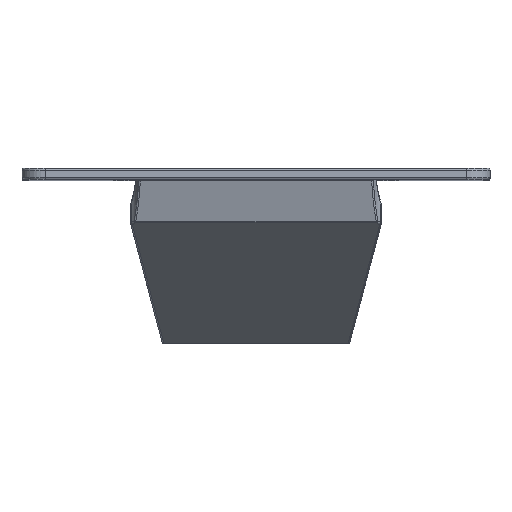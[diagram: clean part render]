
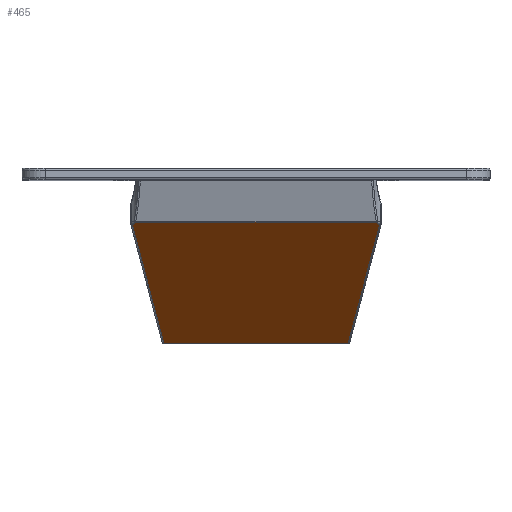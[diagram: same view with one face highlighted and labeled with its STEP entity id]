
A CAD part, top view. The second image highlights one B-rep face of the part: STEP entity #465.
In plain terms, the highlighted planar face has unit normal (0, -0.861, 0.509).
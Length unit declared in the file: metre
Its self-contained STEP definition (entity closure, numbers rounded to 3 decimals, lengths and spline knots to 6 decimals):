
#465 = ADVANCED_FACE( '', ( #973 ), #974, .F. );
#973 = FACE_OUTER_BOUND( '', #1843, .T. );
#974 = PLANE( '', #1844 );
#1843 = EDGE_LOOP( '', ( #3270, #3271, #3272, #3273, #3274, #3275 ) );
#1844 = AXIS2_PLACEMENT_3D( '', #3276, #3277, #3278 );
#3270 = ORIENTED_EDGE( '', *, *, #4157, .T. );
#3271 = ORIENTED_EDGE( '', *, *, #4009, .T. );
#3272 = ORIENTED_EDGE( '', *, *, #3884, .T. );
#3273 = ORIENTED_EDGE( '', *, *, #4065, .T. );
#3274 = ORIENTED_EDGE( '', *, *, #4097, .T. );
#3275 = ORIENTED_EDGE( '', *, *, #3943, .T. );
#3276 = CARTESIAN_POINT( '', ( 0.00381, -0.003102, 0.012854 ) );
#3277 = DIRECTION( '', ( 0., 0.86, -0.51 ) );
#3278 = DIRECTION( '', ( 0., 0.51, 0.86 ) );
#3884 = EDGE_CURVE( '', #4635, #4623, #4638, .T. );
#3943 = EDGE_CURVE( '', #4717, #4616, #4720, .F. );
#4009 = EDGE_CURVE( '', #4803, #4635, #4804, .T. );
#4065 = EDGE_CURVE( '', #4623, #4465, #4867, .T. );
#4097 = EDGE_CURVE( '', #4465, #4717, #4903, .F. );
#4157 = EDGE_CURVE( '', #4616, #4803, #4968, .T. );
#4465 = VERTEX_POINT( '', #5322 );
#4616 = VERTEX_POINT( '', #5557 );
#4623 = VERTEX_POINT( '', #5564 );
#4635 = VERTEX_POINT( '', #5576 );
#4638 = ELLIPSE( '', #5579, 0.000796, 0.000685 );
#4717 = VERTEX_POINT( '', #5680 );
#4720 = LINE( '', #5684, #5685 );
#4803 = VERTEX_POINT( '', #5784 );
#4804 = LINE( '', #5785, #5786 );
#4867 = LINE( '', #5937, #5938 );
#4903 = LINE( '', #5984, #5985 );
#4968 = ELLIPSE( '', #6065, 0.000796, 0.000685 );
#5322 = CARTESIAN_POINT( '', ( -0.002496, -0.004739, 0.010088 ) );
#5557 = CARTESIAN_POINT( '', ( 0.003357, -0.001522, 0.015522 ) );
#5564 = CARTESIAN_POINT( '', ( -0.003357, -0.001522, 0.015522 ) );
#5576 = CARTESIAN_POINT( '', ( -0.003265, -0.001464, 0.01562 ) );
#5579 = AXIS2_PLACEMENT_3D( '', #6588, #6589, #6590 );
#5680 = CARTESIAN_POINT( '', ( 0.002496, -0.004739, 0.010088 ) );
#5684 = CARTESIAN_POINT( '', ( 0.003357, -0.001521, 0.015522 ) );
#5685 = VECTOR( '', #6671, 1. );
#5784 = CARTESIAN_POINT( '', ( 0.003265, -0.001464, 0.01562 ) );
#5785 = CARTESIAN_POINT( '', ( 0.00381, -0.001464, 0.01562 ) );
#5786 = VECTOR( '', #6778, 1. );
#5937 = CARTESIAN_POINT( '', ( -0.002812, -0.003561, 0.012077 ) );
#5938 = VECTOR( '', #6847, 1. );
#5984 = CARTESIAN_POINT( '', ( 0.00381, -0.004739, 0.010088 ) );
#5985 = VECTOR( '', #6885, 1. );
#6065 = AXIS2_PLACEMENT_3D( '', #6961, #6962, #6963 );
#6588 = CARTESIAN_POINT( '', ( -0.00381, -0.001218, 0.016035 ) );
#6589 = DIRECTION( '', ( 0., 0.86, -0.51 ) );
#6590 = DIRECTION( '', ( 0., -0.51, -0.86 ) );
#6671 = DIRECTION( '', ( -0.135, -0.505, -0.853 ) );
#6778 = DIRECTION( '', ( -1., 0., 0. ) );
#6847 = DIRECTION( '', ( 0.135, -0.505, -0.853 ) );
#6885 = DIRECTION( '', ( -1., 0., 0. ) );
#6961 = CARTESIAN_POINT( '', ( 0.00381, -0.001218, 0.016035 ) );
#6962 = DIRECTION( '', ( 0., 0.86, -0.51 ) );
#6963 = DIRECTION( '', ( 0., -0.51, -0.86 ) );
